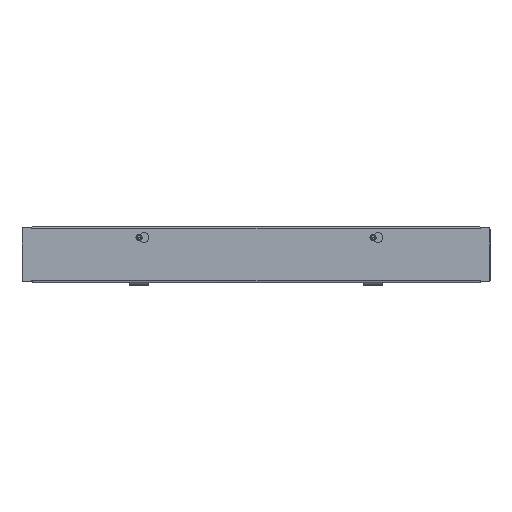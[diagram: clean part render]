
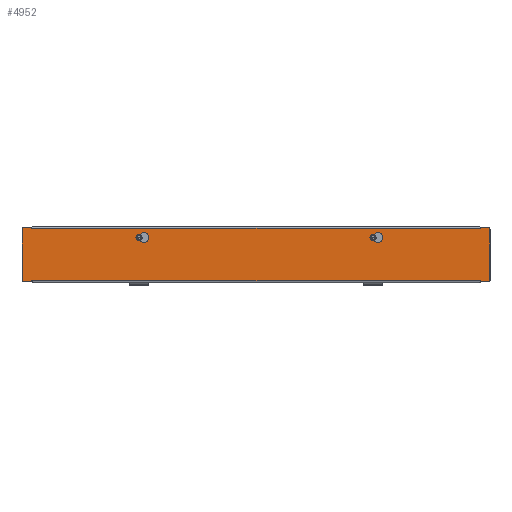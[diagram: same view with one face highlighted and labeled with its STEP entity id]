
A CAD part, top view. The second image highlights one B-rep face of the part: STEP entity #4952.
In plain terms, the highlighted planar face has unit normal (0, 0, 1).
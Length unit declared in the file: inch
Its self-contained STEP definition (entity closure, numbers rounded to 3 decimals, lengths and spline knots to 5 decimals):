
#368=LINE('',#7588,#825);
#372=LINE('',#7600,#829);
#434=LINE('',#7849,#891);
#438=LINE('',#7861,#895);
#441=LINE('',#7868,#898);
#443=LINE('',#7874,#900);
#446=LINE('',#7881,#903);
#450=LINE('',#7888,#907);
#452=LINE('',#7892,#909);
#453=LINE('',#7894,#910);
#454=LINE('',#7896,#911);
#455=LINE('',#7898,#912);
#456=LINE('',#7900,#913);
#457=LINE('',#7902,#914);
#458=LINE('',#7904,#915);
#459=LINE('',#7906,#916);
#460=LINE('',#7908,#917);
#461=LINE('',#7909,#918);
#462=LINE('',#7911,#919);
#463=LINE('',#7913,#920);
#464=LINE('',#7915,#921);
#465=LINE('',#7917,#922);
#466=LINE('',#7919,#923);
#467=LINE('',#7920,#924);
#825=VECTOR('',#6102,0.21651);
#829=VECTOR('',#6114,0.21651);
#891=VECTOR('',#6232,0.21651);
#895=VECTOR('',#6244,0.21651);
#898=VECTOR('',#6255,23.);
#900=VECTOR('',#6263,0.0002);
#903=VECTOR('',#6268,0.03145);
#907=VECTOR('',#6274,0.0002);
#909=VECTOR('',#6278,0.0002);
#910=VECTOR('',#6279,0.0002);
#911=VECTOR('',#6280,0.03145);
#912=VECTOR('',#6281,0.4998);
#913=VECTOR('',#6282,2.755);
#914=VECTOR('',#6283,0.4998);
#915=VECTOR('',#6284,0.03145);
#916=VECTOR('',#6285,0.0002);
#917=VECTOR('',#6286,0.0002);
#918=VECTOR('',#6287,23.);
#919=VECTOR('',#6288,0.0002);
#920=VECTOR('',#6289,0.0002);
#921=VECTOR('',#6290,0.03145);
#922=VECTOR('',#6291,0.4998);
#923=VECTOR('',#6292,2.755);
#924=VECTOR('',#6293,0.4998);
#1176=PLANE('',#5311);
#1324=FACE_BOUND('',#1843,.T.);
#1325=FACE_BOUND('',#1844,.T.);
#1512=FACE_OUTER_BOUND('',#1842,.T.);
#1842=EDGE_LOOP('',(#4021,#4022,#4023,#4024,#4025,#4026,#4027,#4028,#4029,
#4030,#4031,#4032,#4033,#4034,#4035,#4036,#4037,#4038,#4039,#4040));
#1843=EDGE_LOOP('',(#4041,#4042,#4043,#4044));
#1844=EDGE_LOOP('',(#4045,#4046,#4047,#4048));
#2085=CIRCLE('',#5268,0.25);
#2087=CIRCLE('',#5272,0.125);
#2094=CIRCLE('',#5300,0.25);
#2096=CIRCLE('',#5304,0.125);
#2366=VERTEX_POINT('',#7585);
#2367=VERTEX_POINT('',#7587);
#2369=VERTEX_POINT('',#7593);
#2371=VERTEX_POINT('',#7599);
#2387=VERTEX_POINT('',#7684);
#2409=VERTEX_POINT('',#7797);
#2412=VERTEX_POINT('',#7810);
#2423=VERTEX_POINT('',#7846);
#2424=VERTEX_POINT('',#7848);
#2426=VERTEX_POINT('',#7854);
#2428=VERTEX_POINT('',#7860);
#2429=VERTEX_POINT('',#7873);
#2431=VERTEX_POINT('',#7879);
#2432=VERTEX_POINT('',#7880);
#2435=VERTEX_POINT('',#7891);
#2436=VERTEX_POINT('',#7893);
#2437=VERTEX_POINT('',#7895);
#2438=VERTEX_POINT('',#7897);
#2439=VERTEX_POINT('',#7899);
#2440=VERTEX_POINT('',#7901);
#2441=VERTEX_POINT('',#7903);
#2442=VERTEX_POINT('',#7905);
#2443=VERTEX_POINT('',#7907);
#2444=VERTEX_POINT('',#7910);
#2445=VERTEX_POINT('',#7912);
#2446=VERTEX_POINT('',#7914);
#2447=VERTEX_POINT('',#7916);
#2448=VERTEX_POINT('',#7918);
#2904=EDGE_CURVE('',#2367,#2366,#368,.T.);
#2907=EDGE_CURVE('',#2369,#2367,#2085,.T.);
#2910=EDGE_CURVE('',#2371,#2369,#372,.T.);
#2913=EDGE_CURVE('',#2366,#2371,#2087,.T.);
#2987=EDGE_CURVE('',#2424,#2423,#434,.T.);
#2990=EDGE_CURVE('',#2426,#2424,#2094,.T.);
#2993=EDGE_CURVE('',#2428,#2426,#438,.T.);
#2996=EDGE_CURVE('',#2423,#2428,#2096,.T.);
#2998=EDGE_CURVE('',#2387,#2412,#441,.T.);
#3000=EDGE_CURVE('',#2429,#2387,#443,.T.);
#3003=EDGE_CURVE('',#2431,#2432,#446,.T.);
#3007=EDGE_CURVE('',#2432,#2429,#450,.T.);
#3009=EDGE_CURVE('',#2412,#2435,#452,.T.);
#3010=EDGE_CURVE('',#2435,#2436,#453,.T.);
#3011=EDGE_CURVE('',#2436,#2437,#454,.T.);
#3012=EDGE_CURVE('',#2438,#2437,#455,.T.);
#3013=EDGE_CURVE('',#2439,#2438,#456,.T.);
#3014=EDGE_CURVE('',#2440,#2439,#457,.T.);
#3015=EDGE_CURVE('',#2440,#2441,#458,.T.);
#3016=EDGE_CURVE('',#2441,#2442,#459,.T.);
#3017=EDGE_CURVE('',#2442,#2443,#460,.T.);
#3018=EDGE_CURVE('',#2443,#2409,#461,.T.);
#3019=EDGE_CURVE('',#2409,#2444,#462,.T.);
#3020=EDGE_CURVE('',#2444,#2445,#463,.T.);
#3021=EDGE_CURVE('',#2445,#2446,#464,.T.);
#3022=EDGE_CURVE('',#2447,#2446,#465,.T.);
#3023=EDGE_CURVE('',#2448,#2447,#466,.T.);
#3024=EDGE_CURVE('',#2431,#2448,#467,.T.);
#4021=ORIENTED_EDGE('',*,*,#3003,.T.);
#4022=ORIENTED_EDGE('',*,*,#3007,.T.);
#4023=ORIENTED_EDGE('',*,*,#3000,.T.);
#4024=ORIENTED_EDGE('',*,*,#2998,.T.);
#4025=ORIENTED_EDGE('',*,*,#3009,.T.);
#4026=ORIENTED_EDGE('',*,*,#3010,.T.);
#4027=ORIENTED_EDGE('',*,*,#3011,.T.);
#4028=ORIENTED_EDGE('',*,*,#3012,.F.);
#4029=ORIENTED_EDGE('',*,*,#3013,.F.);
#4030=ORIENTED_EDGE('',*,*,#3014,.F.);
#4031=ORIENTED_EDGE('',*,*,#3015,.T.);
#4032=ORIENTED_EDGE('',*,*,#3016,.T.);
#4033=ORIENTED_EDGE('',*,*,#3017,.T.);
#4034=ORIENTED_EDGE('',*,*,#3018,.T.);
#4035=ORIENTED_EDGE('',*,*,#3019,.T.);
#4036=ORIENTED_EDGE('',*,*,#3020,.T.);
#4037=ORIENTED_EDGE('',*,*,#3021,.T.);
#4038=ORIENTED_EDGE('',*,*,#3022,.F.);
#4039=ORIENTED_EDGE('',*,*,#3023,.F.);
#4040=ORIENTED_EDGE('',*,*,#3024,.F.);
#4041=ORIENTED_EDGE('',*,*,#2904,.T.);
#4042=ORIENTED_EDGE('',*,*,#2913,.T.);
#4043=ORIENTED_EDGE('',*,*,#2910,.T.);
#4044=ORIENTED_EDGE('',*,*,#2907,.T.);
#4045=ORIENTED_EDGE('',*,*,#2987,.T.);
#4046=ORIENTED_EDGE('',*,*,#2996,.T.);
#4047=ORIENTED_EDGE('',*,*,#2993,.T.);
#4048=ORIENTED_EDGE('',*,*,#2990,.T.);
#4952=ADVANCED_FACE('',(#1512,#1324,#1325),#1176,.T.);
#5268=AXIS2_PLACEMENT_3D('',#7594,#6108,#6109);
#5272=AXIS2_PLACEMENT_3D('',#7604,#6120,#6121);
#5300=AXIS2_PLACEMENT_3D('',#7855,#6238,#6239);
#5304=AXIS2_PLACEMENT_3D('',#7865,#6250,#6251);
#5311=AXIS2_PLACEMENT_3D('',#7890,#6276,#6277);
#6102=DIRECTION('',(0.866,-0.5,0.));
#6108=DIRECTION('center_axis',(0.,0.,-1.));
#6109=DIRECTION('ref_axis',(0.5,0.866,0.));
#6114=DIRECTION('',(-0.866,-0.5,0.));
#6120=DIRECTION('center_axis',(0.,0.,-1.));
#6121=DIRECTION('ref_axis',(0.5,-0.866,0.));
#6232=DIRECTION('',(0.866,-0.5,0.));
#6238=DIRECTION('center_axis',(0.,0.,-1.));
#6239=DIRECTION('ref_axis',(0.5,0.866,0.));
#6244=DIRECTION('',(-0.866,-0.5,0.));
#6250=DIRECTION('center_axis',(0.,0.,-1.));
#6251=DIRECTION('ref_axis',(0.5,-0.866,0.));
#6255=DIRECTION('',(-1.,0.,0.));
#6263=DIRECTION('',(0.,1.,0.));
#6268=DIRECTION('',(0.,-1.,0.));
#6274=DIRECTION('',(-1.,0.,0.));
#6276=DIRECTION('center_axis',(0.,0.,1.));
#6277=DIRECTION('ref_axis',(1.,0.,0.));
#6278=DIRECTION('',(0.,-1.,0.));
#6279=DIRECTION('',(-1.,0.,0.));
#6280=DIRECTION('',(0.,1.,0.));
#6281=DIRECTION('',(1.,0.,0.));
#6282=DIRECTION('',(0.,1.,0.));
#6283=DIRECTION('',(-1.,0.,0.));
#6284=DIRECTION('',(0.,1.,0.));
#6285=DIRECTION('',(1.,0.,0.));
#6286=DIRECTION('',(0.,-1.,0.));
#6287=DIRECTION('',(1.,0.,0.));
#6288=DIRECTION('',(0.,1.,0.));
#6289=DIRECTION('',(1.,0.,0.));
#6290=DIRECTION('',(0.,-1.,0.));
#6291=DIRECTION('',(-1.,0.,0.));
#6292=DIRECTION('',(0.,-1.,0.));
#6293=DIRECTION('',(1.,0.,0.));
#7585=CARTESIAN_POINT('',(18.0625,0.60897,0.0625));
#7587=CARTESIAN_POINT('',(17.875,0.71722,0.0625));
#7588=CARTESIAN_POINT('',(15.62267,2.01761,0.0625));
#7593=CARTESIAN_POINT('',(17.875,0.28421,0.0625));
#7594=CARTESIAN_POINT('Origin',(17.75,0.50072,0.0625));
#7599=CARTESIAN_POINT('',(18.0625,0.39246,0.0625));
#7600=CARTESIAN_POINT('',(15.90858,-0.8511,0.0625));
#7604=CARTESIAN_POINT('Origin',(18.,0.50072,0.0625));
#7684=CARTESIAN_POINT('',(23.5,2.72375,0.0625));
#7797=CARTESIAN_POINT('',(23.5,0.03125,0.0625));
#7810=CARTESIAN_POINT('',(0.5,2.72375,0.0625));
#7846=CARTESIAN_POINT('',(6.0625,0.60897,0.0625));
#7848=CARTESIAN_POINT('',(5.875,0.71722,0.0625));
#7849=CARTESIAN_POINT('',(8.12267,-0.58047,0.0625));
#7854=CARTESIAN_POINT('',(5.875,0.28421,0.0625));
#7855=CARTESIAN_POINT('Origin',(5.75,0.50072,0.0625));
#7860=CARTESIAN_POINT('',(6.0625,0.39246,0.0625));
#7861=CARTESIAN_POINT('',(8.40858,1.74697,0.0625));
#7865=CARTESIAN_POINT('Origin',(6.,0.50072,0.0625));
#7868=CARTESIAN_POINT('',(17.75,2.72375,0.0625));
#7873=CARTESIAN_POINT('',(23.5,2.72355,0.0625));
#7874=CARTESIAN_POINT('',(23.5,2.05053,0.0625));
#7879=CARTESIAN_POINT('',(23.5002,2.755,0.0625));
#7880=CARTESIAN_POINT('',(23.5002,2.72355,0.0625));
#7881=CARTESIAN_POINT('',(23.5002,2.06625,0.0625));
#7888=CARTESIAN_POINT('',(17.7501,2.72355,0.0625));
#7890=CARTESIAN_POINT('Origin',(12.,1.3775,0.0625));
#7891=CARTESIAN_POINT('',(0.5,2.72355,0.0625));
#7892=CARTESIAN_POINT('',(0.5,2.06625,0.0625));
#7893=CARTESIAN_POINT('',(0.4998,2.72355,0.0625));
#7894=CARTESIAN_POINT('',(6.25,2.72355,0.0625));
#7895=CARTESIAN_POINT('',(0.4998,2.755,0.0625));
#7896=CARTESIAN_POINT('',(0.4998,2.05053,0.0625));
#7897=CARTESIAN_POINT('',(0.,2.755,0.0625));
#7898=CARTESIAN_POINT('',(24.,2.755,0.0625));
#7899=CARTESIAN_POINT('',(0.,0.,0.0625));
#7900=CARTESIAN_POINT('',(0.,2.755,0.0625));
#7901=CARTESIAN_POINT('',(0.4998,0.,0.0625));
#7902=CARTESIAN_POINT('',(0.,0.,0.0625));
#7903=CARTESIAN_POINT('',(0.4998,0.03145,0.0625));
#7904=CARTESIAN_POINT('',(0.4998,0.68875,0.0625));
#7905=CARTESIAN_POINT('',(0.5,0.03145,0.0625));
#7906=CARTESIAN_POINT('',(6.2499,0.03145,0.0625));
#7907=CARTESIAN_POINT('',(0.5,0.03125,0.0625));
#7908=CARTESIAN_POINT('',(0.5,0.70448,0.0625));
#7909=CARTESIAN_POINT('',(6.25,0.03125,0.0625));
#7910=CARTESIAN_POINT('',(23.5,0.03145,0.0625));
#7911=CARTESIAN_POINT('',(23.5,0.68875,0.0625));
#7912=CARTESIAN_POINT('',(23.5002,0.03145,0.0625));
#7913=CARTESIAN_POINT('',(17.75,0.03145,0.0625));
#7914=CARTESIAN_POINT('',(23.5002,0.,0.0625));
#7915=CARTESIAN_POINT('',(23.5002,0.70448,0.0625));
#7916=CARTESIAN_POINT('',(24.,0.,0.0625));
#7917=CARTESIAN_POINT('',(0.,0.,0.0625));
#7918=CARTESIAN_POINT('',(24.,2.755,0.0625));
#7919=CARTESIAN_POINT('',(24.,0.,0.0625));
#7920=CARTESIAN_POINT('',(24.,2.755,0.0625));
